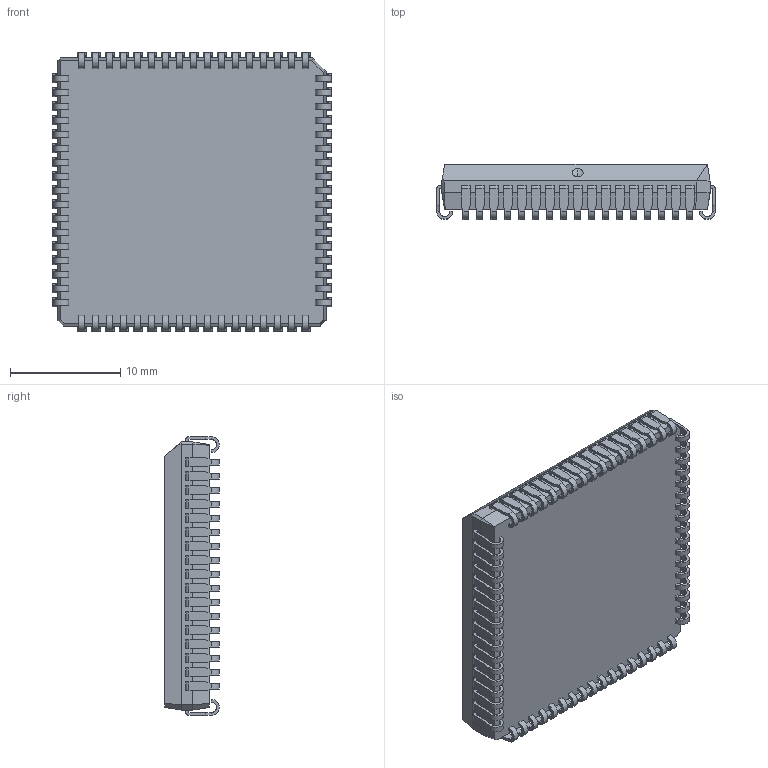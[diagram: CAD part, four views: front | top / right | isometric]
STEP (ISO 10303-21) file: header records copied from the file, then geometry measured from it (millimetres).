
FILE_DESCRIPTION((''),'2;1');
FILE_NAME('PLCC68_P1-27_L24-33_W24-33','2019-02-14T',('Dragos'),(''),'PRO/ENGINEER BY PARAMETRIC TECHNOLOGY CORPORATION, 2004440','PRO/ENGINEER BY PARAMETRIC TECHNOLOGY CORPORATION, 2004440','');
FILE_SCHEMA(('AUTOMOTIVE_DESIGN { 1 0 10303 214 1 1 1 1 }'));
Length unit declared in the file: millimetre
Products named in the file (1): PLCC68_P1-27_L24-33_W24-33
Bounding box: 25.27 x 4.96 x 25.27 mm (x, y, z)
Volume: 2392.5 mm3; surface area: 2042.3 mm2
Topology: 1 solids, 1 shells, 1299 faces, 3367 edges, 2150 vertices
Faces by surface type: plane 1025, cylinder 272, sphere 2
Entity records: 49496 total; most frequent: CARTESIAN_POINT 6812, ORIENTED_EDGE 6726, DIRECTION 6513, PRESENTATION_STYLE_ASSIGNMENT 3399, STYLED_ITEM 3367, CURVE_STYLE 3366, EDGE_CURVE 3363, VECTOR 2817
